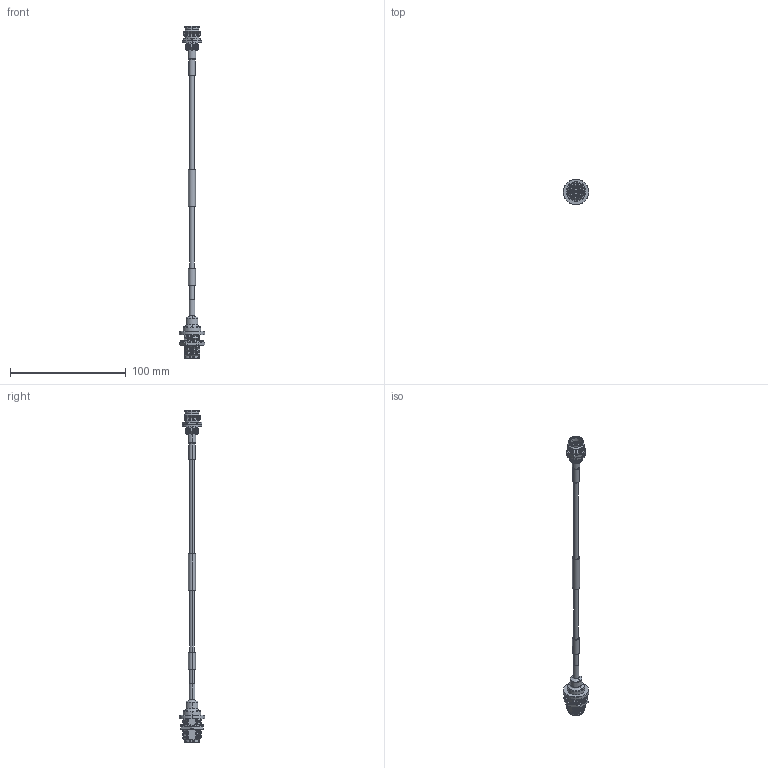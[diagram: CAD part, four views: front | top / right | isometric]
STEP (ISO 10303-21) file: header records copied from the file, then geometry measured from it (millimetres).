
FILE_DESCRIPTION (( 'STEP AP214' ), '1' );
FILE_NAME ('FMCA2533_3D.step', '2024-06-18T04:39:04', ( '' ), ( '' ), 'SwSTEP 2.0', 'SolidWorks 2022', '' );
FILE_SCHEMA (( 'AUTOMOTIVE_DESIGN' ));
Length unit declared in the file: inch
Products named in the file (5): Heat Shrink^FMCA2533; TFT-5G-402^FMCA2533; TC-402-225F-LP-PE_3D^FMCA2533; FMCA2533_3D; TC-402-NF-BH-LP-PE_3D^FMCA2533
Assembly tree (4 placements, depth 2):
  FMCA2533_3D
    TFT-5G-402^FMCA2533
    Heat Shrink^FMCA2533
    TC-402-225F-LP-PE_3D^FMCA2533
    TC-402-NF-BH-LP-PE_3D^FMCA2533
Bounding box: 22 x 22 x 286.69 mm (x, y, z)
Volume: 13191.9 mm3; surface area: 11006.3 mm2
Topology: 7 solids, 7 shells, 558 faces, 1452 edges, 933 vertices
Faces by surface type: plane 202, cylinder 128, bspline 109, cone 104, torus 15
Entity records: 64693 total; most frequent: CARTESIAN_POINT 51581, ORIENTED_EDGE 2896, DIRECTION 2431, EDGE_CURVE 1448, VERTEX_POINT 933, AXIS2_PLACEMENT_3D 894, LINE 643, VECTOR 643
